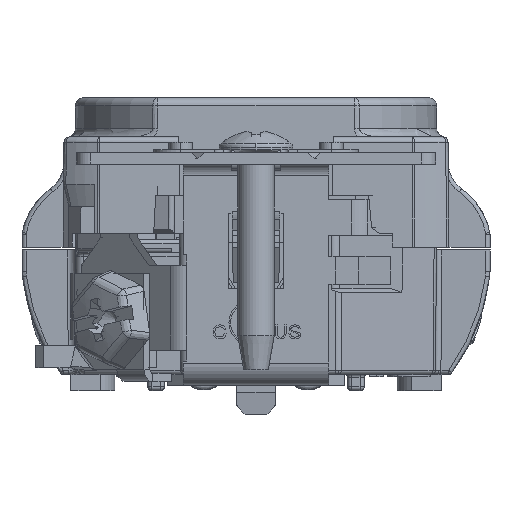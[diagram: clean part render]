
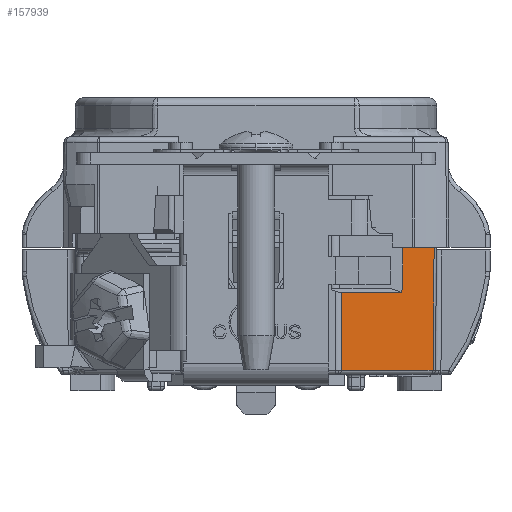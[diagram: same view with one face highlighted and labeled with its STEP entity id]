
A CAD part, front view. The second image highlights one B-rep face of the part: STEP entity #157939.
In plain terms, the highlighted planar face has unit normal (0.707, -0.707, -0.009).
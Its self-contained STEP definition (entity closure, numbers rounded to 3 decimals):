
#1075 = FACE_OUTER_BOUND ( 'NONE', #36697, .T. ) ;
#9440 = VERTEX_POINT ( 'NONE', #32272 ) ;
#12411 = DIRECTION ( 'NONE',  ( -0.707, -0.707, 0. ) ) ;
#13193 = LINE ( 'NONE', #39322, #162312 ) ;
#19800 = PLANE ( 'NONE',  #179901 ) ;
#22454 = VERTEX_POINT ( 'NONE', #79861 ) ;
#23449 = LINE ( 'NONE', #95935, #181701 ) ;
#27771 = DIRECTION ( 'NONE',  ( -0.021, -0.009, -1. ) ) ;
#29008 = CARTESIAN_POINT ( 'NONE',  ( 12.117, -34.099, 13.9 ) ) ;
#32272 = CARTESIAN_POINT ( 'NONE',  ( 15.009, -31.213, 14.43 ) ) ;
#32701 = VERTEX_POINT ( 'NONE', #139225 ) ;
#34071 = CARTESIAN_POINT ( 'NONE',  ( -5.661, -51.883, 14.43 ) ) ;
#36445 = DIRECTION ( 'NONE',  ( 0.009, -0.004, 1. ) ) ;
#36697 = EDGE_LOOP ( 'NONE', ( #62855, #164153, #114752, #136842, #137931, #102093 ) ) ;
#39322 = CARTESIAN_POINT ( 'NONE',  ( 6.416, -39.739, 8.969 ) ) ;
#42715 = CARTESIAN_POINT ( 'NONE',  ( 6.39, -39.675, 1.727 ) ) ;
#43658 = EDGE_CURVE ( 'NONE', #104439, #9440, #177256, .T. ) ;
#43761 = EDGE_CURVE ( 'NONE', #32701, #22454, #135955, .T. ) ;
#45361 = VECTOR ( 'NONE', #12411, 1000. ) ;
#52026 = LINE ( 'NONE', #96914, #45361 ) ;
#59553 = EDGE_CURVE ( 'NONE', #151939, #174757, #99209, .T. ) ;
#62634 = DIRECTION ( 'NONE',  ( 0.707, 0.707, 0. ) ) ;
#62855 = ORIENTED_EDGE ( 'NONE', *, *, #43761, .T. ) ;
#63851 = DIRECTION ( 'NONE',  ( 0.707, -0.707, -0.009 ) ) ;
#71592 = CARTESIAN_POINT ( 'NONE',  ( 6.389, -39.672, 1.35 ) ) ;
#76972 = VECTOR ( 'NONE', #36445, 1000. ) ;
#79861 = CARTESIAN_POINT ( 'NONE',  ( 12.013, -34.142, 8.969 ) ) ;
#86520 = DIRECTION ( 'NONE',  ( -0.004, 0.009, -1. ) ) ;
#91887 = EDGE_CURVE ( 'NONE', #9440, #32701, #52026, .T. ) ;
#95935 = CARTESIAN_POINT ( 'NONE',  ( -5.739, -51.804, 1.727 ) ) ;
#96914 = CARTESIAN_POINT ( 'NONE',  ( -5.661, -51.883, 14.43 ) ) ;
#99209 = LINE ( 'NONE', #71592, #166121 ) ;
#102093 = ORIENTED_EDGE ( 'NONE', *, *, #91887, .T. ) ;
#104439 = VERTEX_POINT ( 'NONE', #159323 ) ;
#104520 = CARTESIAN_POINT ( 'NONE',  ( 6.417, -39.738, 8.969 ) ) ;
#114752 = ORIENTED_EDGE ( 'NONE', *, *, #59553, .T. ) ;
#128933 = DIRECTION ( 'NONE',  ( 0.707, 0.707, 0. ) ) ;
#133740 = EDGE_CURVE ( 'NONE', #22454, #151939, #13193, .T. ) ;
#135955 = LINE ( 'NONE', #29008, #137919 ) ;
#135979 = CARTESIAN_POINT ( 'NONE',  ( 15.008, -31.213, 14.324 ) ) ;
#136842 = ORIENTED_EDGE ( 'NONE', *, *, #140487, .T. ) ;
#137919 = VECTOR ( 'NONE', #27771, 1000. ) ;
#137931 = ORIENTED_EDGE ( 'NONE', *, *, #43658, .T. ) ;
#139225 = CARTESIAN_POINT ( 'NONE',  ( 12.128, -34.094, 14.43 ) ) ;
#140487 = EDGE_CURVE ( 'NONE', #174757, #104439, #23449, .T. ) ;
#151939 = VERTEX_POINT ( 'NONE', #104520 ) ;
#157939 = ADVANCED_FACE ( 'NONE', ( #1075 ), #19800, .T. ) ;
#159323 = CARTESIAN_POINT ( 'NONE',  ( 14.898, -31.168, 1.727 ) ) ;
#162312 = VECTOR ( 'NONE', #168143, 1000. ) ;
#164153 = ORIENTED_EDGE ( 'NONE', *, *, #133740, .T. ) ;
#166121 = VECTOR ( 'NONE', #86520, 1000. ) ;
#168143 = DIRECTION ( 'NONE',  ( -0.707, -0.707, 0. ) ) ;
#174757 = VERTEX_POINT ( 'NONE', #42715 ) ;
#177256 = LINE ( 'NONE', #135979, #76972 ) ;
#179901 = AXIS2_PLACEMENT_3D ( 'NONE', #34071, #63851, #62634 ) ;
#181701 = VECTOR ( 'NONE', #128933, 1000. ) ;
